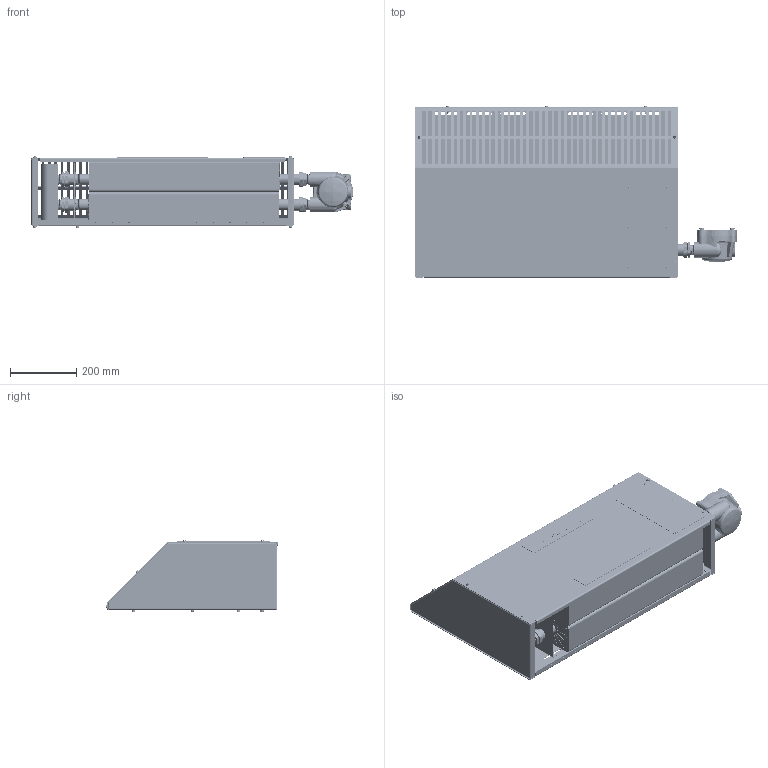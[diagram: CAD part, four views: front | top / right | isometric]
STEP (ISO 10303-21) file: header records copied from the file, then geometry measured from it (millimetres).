
FILE_DESCRIPTION (( 'STEP AP214' ), '1' );
FILE_NAME ('XEC Y MOUNT W-BLANK 31.3.STEP', '2021-08-31T20:58:30', ( '' ), ( '' ), 'SwSTEP 2.0', 'SolidWorks 2020', '' );
FILE_SCHEMA (( 'AUTOMOTIVE_DESIGN' ));
Length unit declared in the file: inch
Products named in the file (1): XEC Y MOUNT W-BLANK 31.3
Bounding box: 973.26 x 519.46 x 215.29 mm (x, y, z)
Volume: 18211827.3 mm3; surface area: 3539704.1 mm2
Topology: 71 solids, 77 shells, 8606 faces, 22115 edges, 13917 vertices
Faces by surface type: cylinder 3028, plane 2053, bspline 1426, cone 1200, torus 862, sphere 37
Entity records: 510135 total; most frequent: CARTESIAN_POINT 208019, ORIENTED_EDGE 44134, DIRECTION 34866, EDGE_CURVE 22067, VERTEX_POINT 13911, AXIS2_PLACEMENT_3D 12730, VECTOR 9406, LINE 9406
